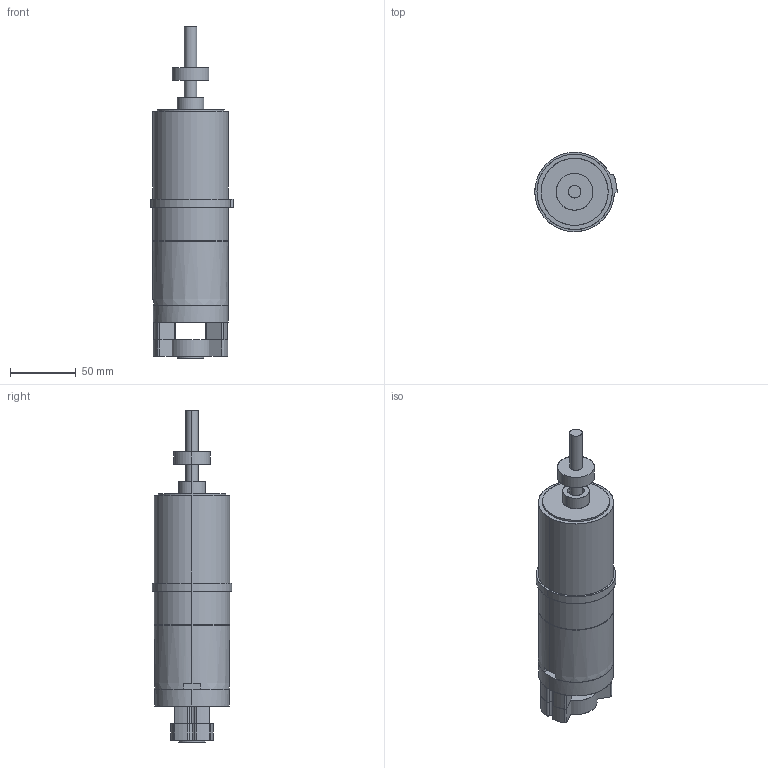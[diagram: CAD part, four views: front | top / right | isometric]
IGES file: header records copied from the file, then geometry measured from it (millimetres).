
Start section: SolidWorks IGES FILE using analytic representation for surfaces
Global section: file name: Dustin.IGS; native system: SolidWorks 2001Plus by SolidWorks Corporation; preprocessor: Version 5.3; author: Pete; date: 030131.162909; units: inch
Bounding box: 62.48 x 60.32 x 252.09 mm (x, y, z)
Surface area: 45419.4 mm2 (no closed solid volume)
Topology: 0 solids, 0 shells, 120 faces, 2492 edges, 2492 vertices
Faces by surface type: revolution 74, bspline 46
